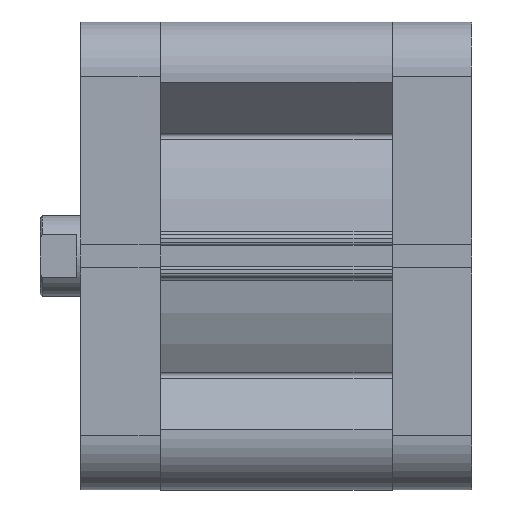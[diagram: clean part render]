
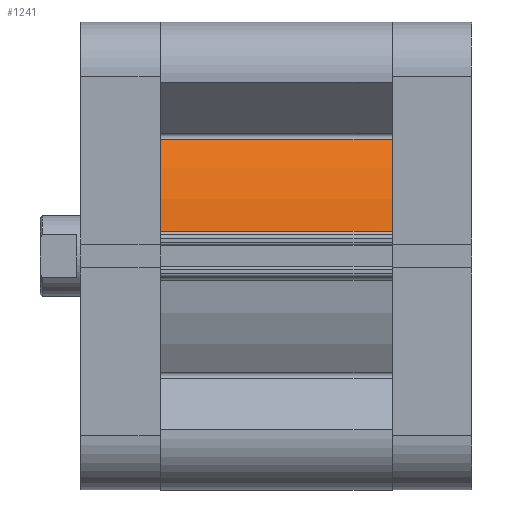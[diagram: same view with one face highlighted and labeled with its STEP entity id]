
A CAD part, front view. The second image highlights one B-rep face of the part: STEP entity #1241.
In plain terms, the highlighted cylindrical face has radius 53.5 mm (diameter 107 mm), a partial arc.
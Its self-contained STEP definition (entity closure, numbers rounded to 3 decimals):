
#1241 = ADVANCED_FACE ( 'NONE', ( #10508 ), #10511, .T. ) ;
#1726 = CARTESIAN_POINT ( 'NONE',  ( 6.135, -53.147, 57.5 ) ) ;
#1727 = CARTESIAN_POINT ( 'NONE',  ( 28.996, -44.961, 57.5 ) ) ;
#1728 = CARTESIAN_POINT ( 'NONE',  ( 28.996, -44.961, 0. ) ) ;
#1729 = CARTESIAN_POINT ( 'NONE',  ( 6.135, -53.147, 0. ) ) ;
#3183 = CIRCLE ( 'NONE', #8717, 53.5 ) ;
#3186 = VECTOR ( 'NONE', #4403, 1000. ) ;
#3191 = LINE ( 'NONE', #4408, #3193 ) ;
#3193 = VECTOR ( 'NONE', #4409, 1000. ) ;
#3194 = LINE ( 'NONE', #4395, #3186 ) ;
#3199 = CIRCLE ( 'NONE', #4944, 53.5 ) ;
#4378 = CARTESIAN_POINT ( 'NONE',  ( 0., 0., 57.5 ) ) ;
#4379 = DIRECTION ( 'NONE',  ( 0., 0., 1. ) ) ;
#4380 = DIRECTION ( 'NONE',  ( 1., 0., 0. ) ) ;
#4395 = CARTESIAN_POINT ( 'NONE',  ( 28.996, -44.961, 57.5 ) ) ;
#4403 = DIRECTION ( 'NONE',  ( 0., 0., 1. ) ) ;
#4404 = CARTESIAN_POINT ( 'NONE',  ( 0., 0., 0. ) ) ;
#4406 = DIRECTION ( 'NONE',  ( 0., 0., 1. ) ) ;
#4407 = DIRECTION ( 'NONE',  ( 1., 0., 0. ) ) ;
#4408 = CARTESIAN_POINT ( 'NONE',  ( 6.135, -53.147, 57.5 ) ) ;
#4409 = DIRECTION ( 'NONE',  ( 0., 0., -1. ) ) ;
#4944 = AXIS2_PLACEMENT_3D ( 'NONE', #4404, #4406, #4407 ) ;
#5103 = VERTEX_POINT ( 'NONE', #1726 ) ;
#5104 = VERTEX_POINT ( 'NONE', #1727 ) ;
#5105 = VERTEX_POINT ( 'NONE', #1728 ) ;
#5106 = VERTEX_POINT ( 'NONE', #1729 ) ;
#5157 = ORIENTED_EDGE ( 'NONE', *, *, #7868, .T. ) ;
#5158 = ORIENTED_EDGE ( 'NONE', *, *, #7867, .T. ) ;
#5159 = ORIENTED_EDGE ( 'NONE', *, *, #7858, .F. ) ;
#5160 = ORIENTED_EDGE ( 'NONE', *, *, #7869, .T. ) ;
#6120 = EDGE_LOOP ( 'NONE', ( #5157, #5158, #5159, #5160 ) ) ;
#7858 = EDGE_CURVE ( 'NONE', #5103, #5104, #3183, .T. ) ;
#7867 = EDGE_CURVE ( 'NONE', #5105, #5104, #3194, .T. ) ;
#7868 = EDGE_CURVE ( 'NONE', #5106, #5105, #3199, .T. ) ;
#7869 = EDGE_CURVE ( 'NONE', #5103, #5106, #3191, .T. ) ;
#8415 = AXIS2_PLACEMENT_3D ( 'NONE', #9932, #9931, #9930 ) ;
#8717 = AXIS2_PLACEMENT_3D ( 'NONE', #4378, #4379, #4380 ) ;
#9930 = DIRECTION ( 'NONE',  ( -1., 0., 0. ) ) ;
#9931 = DIRECTION ( 'NONE',  ( 0., 0., -1. ) ) ;
#9932 = CARTESIAN_POINT ( 'NONE',  ( 0., 0., 57.5 ) ) ;
#10508 = FACE_OUTER_BOUND ( 'NONE', #6120, .T. ) ;
#10511 = CYLINDRICAL_SURFACE ( 'NONE', #8415, 53.5 ) ;
